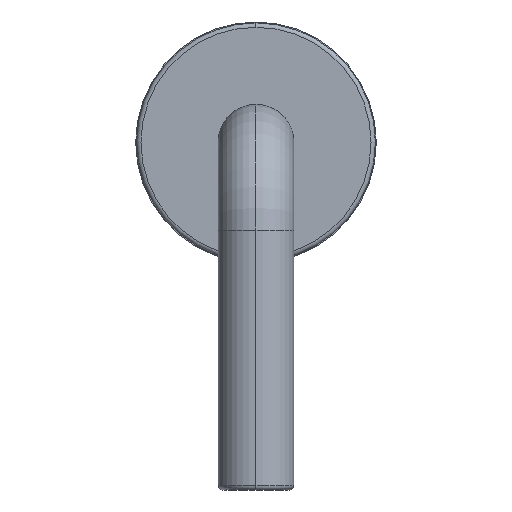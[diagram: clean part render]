
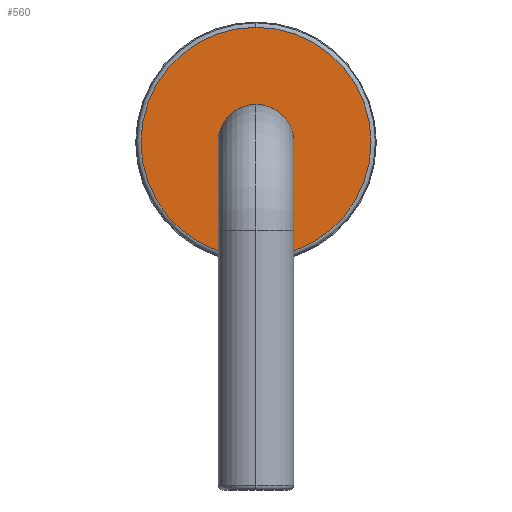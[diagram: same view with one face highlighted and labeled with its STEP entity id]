
A CAD part, left-side view. The second image highlights one B-rep face of the part: STEP entity #560.
In plain terms, the highlighted planar face has unit normal (-1, 0, 0).
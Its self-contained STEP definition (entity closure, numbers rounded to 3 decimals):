
#18 = DIRECTION ( 'NONE',  ( -1., 0., 0. ) ) ;
#37 = VERTEX_POINT ( 'NONE', #1051 ) ;
#45 = ORIENTED_EDGE ( 'NONE', *, *, #669, .T. ) ;
#89 = DIRECTION ( 'NONE',  ( 0., 0., -1. ) ) ;
#90 = AXIS2_PLACEMENT_3D ( 'NONE', #1335, #702, #89 ) ;
#118 = VERTEX_POINT ( 'NONE', #1231 ) ;
#138 = AXIS2_PLACEMENT_3D ( 'NONE', #631, #18, #737 ) ;
#147 = ORIENTED_EDGE ( 'NONE', *, *, #514, .F. ) ;
#168 = CIRCLE ( 'NONE', #90, 1.31 ) ;
#172 = CARTESIAN_POINT ( 'NONE',  ( -7.685, 0., 0.928 ) ) ;
#174 = AXIS2_PLACEMENT_3D ( 'NONE', #339, #1074, #460 ) ;
#230 = VERTEX_POINT ( 'NONE', #172 ) ;
#254 = FACE_OUTER_BOUND ( 'NONE', #570, .T. ) ;
#275 = VERTEX_POINT ( 'NONE', #544 ) ;
#330 = DIRECTION ( 'NONE',  ( -1., 0., 0. ) ) ;
#339 = CARTESIAN_POINT ( 'NONE',  ( -7.685, 0.432, 1.36 ) ) ;
#366 = CARTESIAN_POINT ( 'NONE',  ( -7.685, 0., 1.36 ) ) ;
#371 = EDGE_CURVE ( 'NONE', #275, #118, #168, .T. ) ;
#460 = DIRECTION ( 'NONE',  ( 0., 0., -1. ) ) ;
#473 = DIRECTION ( 'NONE',  ( 0., 0., -1. ) ) ;
#477 = CIRCLE ( 'NONE', #1090, 1.31 ) ;
#492 = FACE_BOUND ( 'NONE', #1258, .T. ) ;
#514 = EDGE_CURVE ( 'NONE', #230, #37, #1008, .T. ) ;
#544 = CARTESIAN_POINT ( 'NONE',  ( -7.685, 0., 2.67 ) ) ;
#546 = EDGE_CURVE ( 'NONE', #37, #230, #629, .T. ) ;
#560 = ADVANCED_FACE ( 'NONE', ( #254, #492 ), #1271, .F. ) ;
#561 = AXIS2_PLACEMENT_3D ( 'NONE', #958, #330, #1063 ) ;
#570 = EDGE_LOOP ( 'NONE', ( #45, #851 ) ) ;
#629 = CIRCLE ( 'NONE', #561, 0.432 ) ;
#631 = CARTESIAN_POINT ( 'NONE',  ( -7.685, 0., 1.36 ) ) ;
#669 = EDGE_CURVE ( 'NONE', #118, #275, #477, .T. ) ;
#702 = DIRECTION ( 'NONE',  ( -1., 0., 0. ) ) ;
#737 = DIRECTION ( 'NONE',  ( 0., 0., 1. ) ) ;
#851 = ORIENTED_EDGE ( 'NONE', *, *, #371, .T. ) ;
#958 = CARTESIAN_POINT ( 'NONE',  ( -7.685, 0., 1.36 ) ) ;
#1008 = CIRCLE ( 'NONE', #138, 0.432 ) ;
#1051 = CARTESIAN_POINT ( 'NONE',  ( -7.685, 0., 1.792 ) ) ;
#1063 = DIRECTION ( 'NONE',  ( 0., 0., 1. ) ) ;
#1074 = DIRECTION ( 'NONE',  ( 1., 0., 0. ) ) ;
#1086 = ORIENTED_EDGE ( 'NONE', *, *, #546, .F. ) ;
#1090 = AXIS2_PLACEMENT_3D ( 'NONE', #366, #1101, #473 ) ;
#1101 = DIRECTION ( 'NONE',  ( -1., 0., 0. ) ) ;
#1231 = CARTESIAN_POINT ( 'NONE',  ( -7.685, 0., 0.05 ) ) ;
#1258 = EDGE_LOOP ( 'NONE', ( #1086, #147 ) ) ;
#1271 = PLANE ( 'NONE',  #174 ) ;
#1335 = CARTESIAN_POINT ( 'NONE',  ( -7.685, 0., 1.36 ) ) ;
